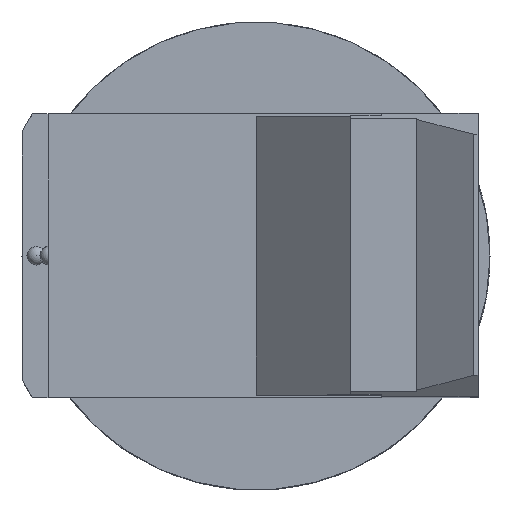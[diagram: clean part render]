
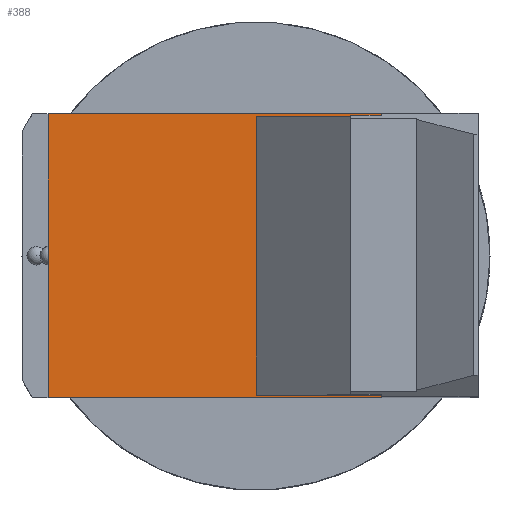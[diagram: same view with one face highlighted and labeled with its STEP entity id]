
A CAD part, top view. The second image highlights one B-rep face of the part: STEP entity #388.
In plain terms, the highlighted planar face has unit normal (0, 0, 1).
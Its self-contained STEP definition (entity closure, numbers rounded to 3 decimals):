
#388=ADVANCED_FACE('',(#609),#496,.T.);
#496=PLANE('',#2834);
#609=FACE_OUTER_BOUND('',#734,.T.);
#734=EDGE_LOOP('',(#1339,#1340,#1341,#1342,#1343,#1344,#1345,#1346));
#1339=ORIENTED_EDGE('',*,*,#2081,.T.);
#1340=ORIENTED_EDGE('',*,*,#2083,.F.);
#1341=ORIENTED_EDGE('',*,*,#2084,.T.);
#1342=ORIENTED_EDGE('',*,*,#2085,.F.);
#1343=ORIENTED_EDGE('',*,*,#2000,.F.);
#1344=ORIENTED_EDGE('',*,*,#1987,.T.);
#1345=ORIENTED_EDGE('',*,*,#1985,.F.);
#1346=ORIENTED_EDGE('',*,*,#1982,.F.);
#1695=VERTEX_POINT('',#3990);
#1696=VERTEX_POINT('',#3992);
#1697=VERTEX_POINT('',#3997);
#1698=VERTEX_POINT('',#4001);
#1709=VERTEX_POINT('',#4028);
#1759=VERTEX_POINT('',#4186);
#1760=VERTEX_POINT('',#4190);
#1761=VERTEX_POINT('',#4192);
#1982=EDGE_CURVE('',#1695,#1696,#2289,.T.);
#1985=EDGE_CURVE('',#1696,#1697,#2292,.T.);
#1987=EDGE_CURVE('',#1698,#1697,#2294,.T.);
#2000=EDGE_CURVE('',#1698,#1709,#2302,.T.);
#2081=EDGE_CURVE('',#1695,#1759,#2367,.T.);
#2083=EDGE_CURVE('',#1760,#1759,#2369,.T.);
#2084=EDGE_CURVE('',#1760,#1761,#2370,.T.);
#2085=EDGE_CURVE('',#1709,#1761,#2371,.T.);
#2289=LINE('',#3991,#2551);
#2292=LINE('',#3996,#2554);
#2294=LINE('',#4000,#2556);
#2302=LINE('',#4027,#2564);
#2367=LINE('',#4185,#2629);
#2369=LINE('',#4189,#2631);
#2370=LINE('',#4191,#2632);
#2371=LINE('',#4193,#2633);
#2551=VECTOR('',#3228,1.);
#2554=VECTOR('',#3233,1.);
#2556=VECTOR('',#3237,1.);
#2564=VECTOR('',#3261,1.);
#2629=VECTOR('',#3412,1.);
#2631=VECTOR('',#3416,1.);
#2632=VECTOR('',#3417,1.);
#2633=VECTOR('',#3418,1.);
#2834=AXIS2_PLACEMENT_3D('',#4194,#3419,#3420);
#3228=DIRECTION('',(-1.,0.,0.));
#3233=DIRECTION('',(0.,-1.,0.));
#3237=DIRECTION('',(-1.,0.,0.));
#3261=DIRECTION('',(0.,-1.,0.));
#3412=DIRECTION('',(0.,1.,0.));
#3416=DIRECTION('',(1.,0.,0.));
#3417=DIRECTION('',(0.,-1.,0.));
#3418=DIRECTION('',(-1.,0.,0.));
#3419=DIRECTION('',(0.,0.,1.));
#3420=DIRECTION('',(-1.,0.,0.));
#3990=CARTESIAN_POINT('',(26.5,29.5,75.));
#3991=CARTESIAN_POINT('',(0.,29.5,75.));
#3992=CARTESIAN_POINT('',(0.,29.5,75.));
#3996=CARTESIAN_POINT('',(0.,55.,75.));
#3997=CARTESIAN_POINT('',(0.,-29.5,75.));
#4000=CARTESIAN_POINT('',(0.,-29.5,75.));
#4001=CARTESIAN_POINT('',(26.5,-29.5,75.));
#4027=CARTESIAN_POINT('',(26.5,-39.5,75.));
#4028=CARTESIAN_POINT('',(26.5,-30.,75.));
#4185=CARTESIAN_POINT('',(26.5,39.5,75.));
#4186=CARTESIAN_POINT('',(26.5,30.,75.));
#4189=CARTESIAN_POINT('',(0.,30.,75.));
#4190=CARTESIAN_POINT('',(-44.,30.,75.));
#4191=CARTESIAN_POINT('',(-44.,55.,75.));
#4192=CARTESIAN_POINT('',(-44.,-30.,75.));
#4193=CARTESIAN_POINT('',(0.,-30.,75.));
#4194=CARTESIAN_POINT('',(0.,55.,75.));
